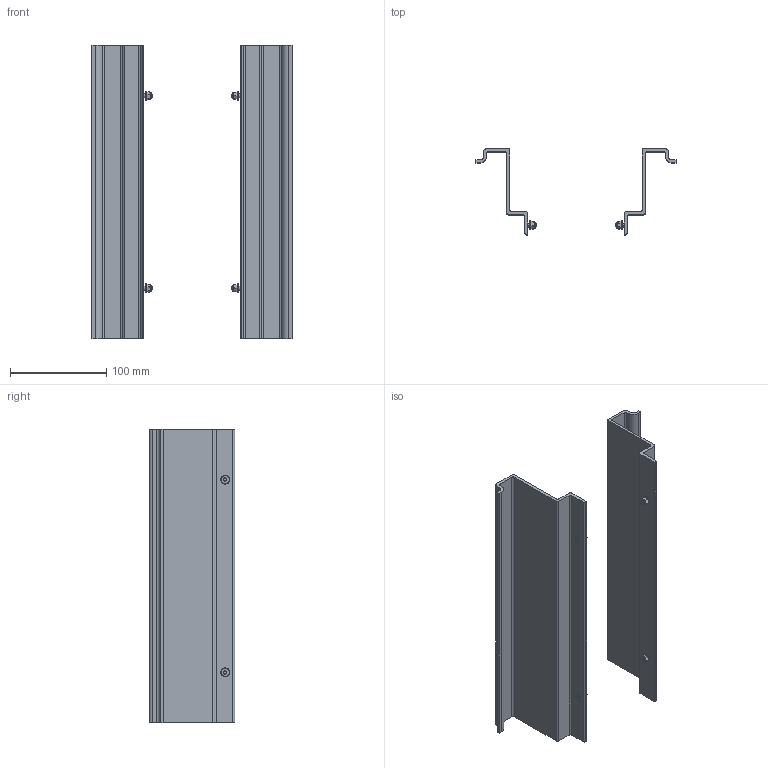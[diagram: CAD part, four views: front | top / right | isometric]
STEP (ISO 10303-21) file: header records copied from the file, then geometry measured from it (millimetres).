
FILE_DESCRIPTION (( 'STEP AP203' ), '1' );
FILE_NAME ('INGUN_113481.STEP', '2023-07-13T09:11:13', ( '' ), ( '' ), 'SwSTEP 2.0', 'SolidWorks 2021', '' );
FILE_SCHEMA (( 'CONFIG_CONTROL_DESIGN' ));
Length unit declared in the file: millimetre
Products named in the file (6): DIN7991~n_M04,0x012; 33470~0_S; INGUN_113481; DIN985-A2~n_M04,0; DIN125~n_04,3 M04,0
Assembly tree (14 placements, depth 2):
  INGUN_113481
    33470~0_S
    33470~0_S
    DIN7991~n_M04,0x012  x4
    DIN125~n_04,3 M04,0  x4
    DIN985-A2~n_M04,0  x4
Bounding box: 208 x 89 x 304.8 mm (x, y, z)
Volume: 274440.1 mm3; surface area: 185352.1 mm2
Topology: 14 solids, 14 shells, 312 faces, 788 edges, 512 vertices
Faces by surface type: cylinder 144, plane 88, cone 72, torus 8
Entity records: 4997 total; most frequent: CARTESIAN_POINT 819, DIRECTION 743, ORIENTED_EDGE 670, EDGE_CURVE 335, AXIS2_PLACEMENT_3D 286, VERTEX_POINT 218, LINE 171, VECTOR 171
